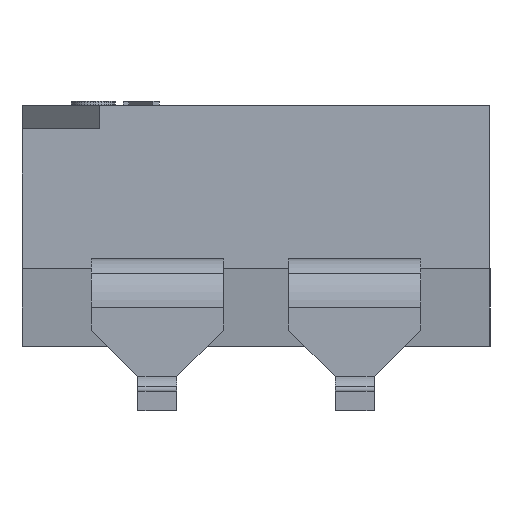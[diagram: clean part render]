
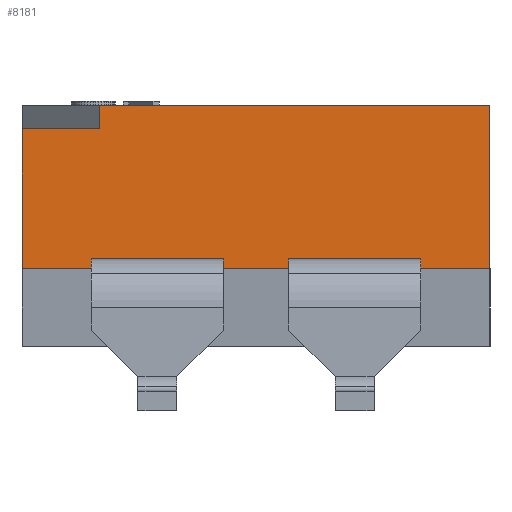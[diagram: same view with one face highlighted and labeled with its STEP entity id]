
A CAD part, left-side view. The second image highlights one B-rep face of the part: STEP entity #8181.
In plain terms, the highlighted planar face has unit normal (-1, 0, 0).
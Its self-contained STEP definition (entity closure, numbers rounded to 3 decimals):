
#8040=CARTESIAN_POINT('',(-3.2,2.01,3.625));
#8041=VERTEX_POINT('',#8040);
#8050=CARTESIAN_POINT('',(-3.2,2.01,3.925));
#8051=VERTEX_POINT('',#8050);
#8052=CARTESIAN_POINT('',(-3.2,2.01,3.925));
#8053=DIRECTION('',(0.0,0.0,-1.0));
#8054=VECTOR('',#8053,0.3);
#8055=LINE('',#8052,#8054);
#8056=EDGE_CURVE('',#8051,#8041,#8055,.T.);
#8080=CARTESIAN_POINT('',(-3.2,3.01,3.625));
#8081=VERTEX_POINT('',#8080);
#8088=CARTESIAN_POINT('',(-3.2,2.01,3.625));
#8089=DIRECTION('',(0.0,1.0,0.0));
#8090=VECTOR('',#8089,1.0);
#8091=LINE('',#8088,#8090);
#8092=EDGE_CURVE('',#8041,#8081,#8091,.T.);
#8104=CARTESIAN_POINT('',(-3.2,-3.01,3.925));
#8105=VERTEX_POINT('',#8104);
#8106=CARTESIAN_POINT('',(-3.2,-3.01,3.925));
#8107=DIRECTION('',(0.0,1.0,0.0));
#8108=VECTOR('',#8107,5.02);
#8109=LINE('',#8106,#8108);
#8110=EDGE_CURVE('',#8105,#8051,#8109,.T.);
#8149=CARTESIAN_POINT('',(-3.2,-18.25,0.825));
#8150=DIRECTION('',(-1.0,0.0,0.0));
#8151=DIRECTION('',(0.0,0.0,-1.0));
#8152=AXIS2_PLACEMENT_3D('',#8149,#8150,#8151);
#8153=PLANE('',#8152);
#8154=ORIENTED_EDGE('',*,*,#8056,.T.);
#8155=ORIENTED_EDGE('',*,*,#8092,.T.);
#8156=CARTESIAN_POINT('',(-3.2,3.01,1.825));
#8157=VERTEX_POINT('',#8156);
#8158=CARTESIAN_POINT('',(-3.2,3.01,1.825));
#8159=DIRECTION('',(0.0,0.0,1.0));
#8160=VECTOR('',#8159,1.8);
#8161=LINE('',#8158,#8160);
#8162=EDGE_CURVE('',#8157,#8081,#8161,.T.);
#8163=ORIENTED_EDGE('',*,*,#8162,.F.);
#8164=CARTESIAN_POINT('',(-3.2,-3.01,1.825));
#8165=VERTEX_POINT('',#8164);
#8166=CARTESIAN_POINT('',(-3.2,-3.01,1.825));
#8167=DIRECTION('',(0.0,1.0,0.0));
#8168=VECTOR('',#8167,6.02);
#8169=LINE('',#8166,#8168);
#8170=EDGE_CURVE('',#8165,#8157,#8169,.T.);
#8171=ORIENTED_EDGE('',*,*,#8170,.F.);
#8172=CARTESIAN_POINT('',(-3.2,-3.01,1.825));
#8173=DIRECTION('',(0.0,0.0,1.0));
#8174=VECTOR('',#8173,2.1);
#8175=LINE('',#8172,#8174);
#8176=EDGE_CURVE('',#8165,#8105,#8175,.T.);
#8177=ORIENTED_EDGE('',*,*,#8176,.T.);
#8178=ORIENTED_EDGE('',*,*,#8110,.T.);
#8179=EDGE_LOOP('',(#8154,#8155,#8163,#8171,#8177,#8178));
#8180=FACE_OUTER_BOUND('',#8179,.T.);
#8181=ADVANCED_FACE('',(#8180),#8153,.T.);
